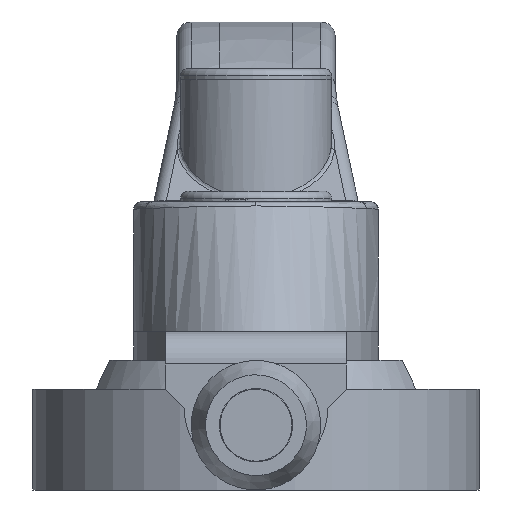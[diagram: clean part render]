
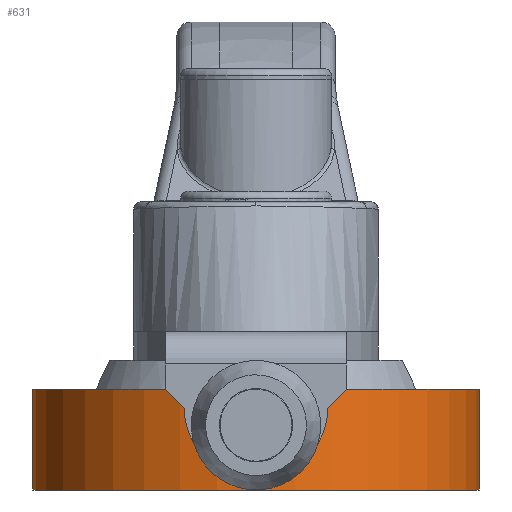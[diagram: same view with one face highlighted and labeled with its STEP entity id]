
A CAD part, left-side view. The second image highlights one B-rep face of the part: STEP entity #631.
In plain terms, the highlighted cylindrical face has radius 31 mm (diameter 62 mm), a full revolution.
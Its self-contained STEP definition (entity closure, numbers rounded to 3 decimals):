
#631=ADVANCED_FACE('',(#1216,#1217),#1218,.T.);
#1216=FACE_OUTER_BOUND('',#2420,.T.);
#1217=FACE_OUTER_BOUND('',#2421,.T.);
#1218=CYLINDRICAL_SURFACE('',#2422,31.0);
#2420=EDGE_LOOP('',(#6234));
#2421=EDGE_LOOP('',(#6235));
#2422=AXIS2_PLACEMENT_3D('',#6236,#6237,#6238);
#6234=ORIENTED_EDGE('',*,*,#10382,.T.);
#6235=ORIENTED_EDGE('',*,*,#10383,.F.);
#6236=CARTESIAN_POINT('',(0.0,0.0,8.0));
#6237=DIRECTION('',(0.0,0.0,-1.0));
#6238=DIRECTION('',(-1.0,0.0,0.0));
#10382=EDGE_CURVE('',#11833,#11833,#11834,.T.);
#10383=EDGE_CURVE('',#11835,#11835,#11836,.T.);
#11833=VERTEX_POINT('',#14187);
#11834=CIRCLE('',#14188,31.0);
#11835=VERTEX_POINT('',#14189);
#11836=CIRCLE('',#14190,31.0);
#14187=CARTESIAN_POINT('',(31.0,0.0,0.0));
#14188=AXIS2_PLACEMENT_3D('',#18630,#18631,#18632);
#14189=CARTESIAN_POINT('',(31.0,0.0,14.0));
#14190=AXIS2_PLACEMENT_3D('',#18633,#18634,#18635);
#18630=CARTESIAN_POINT('',(0.0,0.0,0.0));
#18631=DIRECTION('',(0.0,0.0,1.0));
#18632=DIRECTION('',(1.0,0.0,0.0));
#18633=CARTESIAN_POINT('',(0.0,0.0,14.0));
#18634=DIRECTION('',(0.0,0.0,1.0));
#18635=DIRECTION('',(1.0,0.0,0.0));
